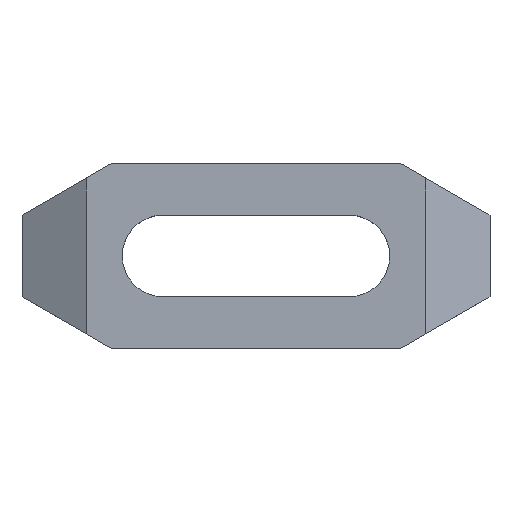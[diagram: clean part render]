
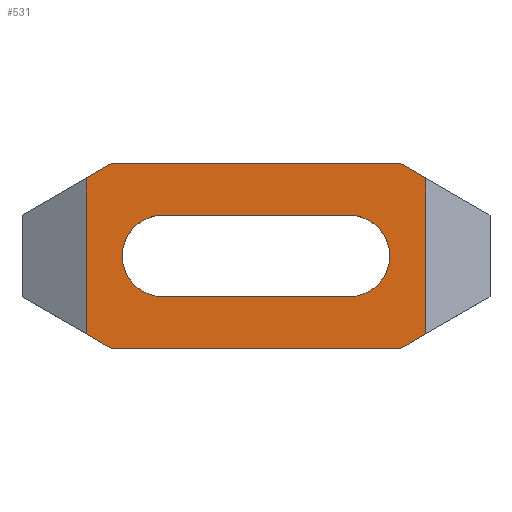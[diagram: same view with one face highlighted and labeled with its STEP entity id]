
A CAD part, top view. The second image highlights one B-rep face of the part: STEP entity #531.
In plain terms, the highlighted planar face has unit normal (0, 0, 1).
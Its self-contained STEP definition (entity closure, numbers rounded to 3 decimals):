
#1 = EDGE_CURVE ( 'NONE', #162, #225, #35, .T. ) ;
#4 = ORIENTED_EDGE ( 'NONE', *, *, #23, .T. ) ;
#7 = CARTESIAN_POINT ( 'NONE',  ( -22.84, -23.687, 12. ) ) ;
#8 = CARTESIAN_POINT ( 'NONE',  ( -19.376, -12.5, 12. ) ) ;
#9 = LINE ( 'NONE', #7, #389 ) ;
#14 = CARTESIAN_POINT ( 'NONE',  ( -31.5, 5.5, 12. ) ) ;
#23 = EDGE_CURVE ( 'NONE', #32, #453, #87, .T. ) ;
#29 = ORIENTED_EDGE ( 'NONE', *, *, #176, .F. ) ;
#32 = VERTEX_POINT ( 'NONE', #141 ) ;
#34 = EDGE_CURVE ( 'NONE', #306, #463, #277, .T. ) ;
#35 = LINE ( 'NONE', #274, #437 ) ;
#38 = FACE_OUTER_BOUND ( 'NONE', #547, .T. ) ;
#39 = EDGE_CURVE ( 'NONE', #300, #168, #411, .T. ) ;
#46 = CARTESIAN_POINT ( 'NONE',  ( 12.5, 0., 12. ) ) ;
#47 = ORIENTED_EDGE ( 'NONE', *, *, #1, .F. ) ;
#64 = CARTESIAN_POINT ( 'NONE',  ( 19.376, 12.5, 12. ) ) ;
#68 = ORIENTED_EDGE ( 'NONE', *, *, #224, .F. ) ;
#70 = EDGE_CURVE ( 'NONE', #32, #162, #157, .T. ) ;
#79 = ORIENTED_EDGE ( 'NONE', *, *, #34, .F. ) ;
#81 = ORIENTED_EDGE ( 'NONE', *, *, #395, .T. ) ;
#87 = LINE ( 'NONE', #449, #186 ) ;
#88 = ORIENTED_EDGE ( 'NONE', *, *, #347, .F. ) ;
#97 = CARTESIAN_POINT ( 'NONE',  ( 22.84, 10.5, 12. ) ) ;
#102 = PLANE ( 'NONE',  #312 ) ;
#118 = ORIENTED_EDGE ( 'NONE', *, *, #286, .F. ) ;
#141 = CARTESIAN_POINT ( 'NONE',  ( 12.5, -5.5, 12. ) ) ;
#145 = VERTEX_POINT ( 'NONE', #391 ) ;
#147 = LINE ( 'NONE', #427, #342 ) ;
#154 = EDGE_CURVE ( 'NONE', #349, #453, #313, .T. ) ;
#157 = CIRCLE ( 'NONE', #608, 5.5 ) ;
#162 = VERTEX_POINT ( 'NONE', #250 ) ;
#164 = CARTESIAN_POINT ( 'NONE',  ( -19.376, 12.5, 12. ) ) ;
#168 = VERTEX_POINT ( 'NONE', #97 ) ;
#172 = AXIS2_PLACEMENT_3D ( 'NONE', #337, #476, #287 ) ;
#176 = EDGE_CURVE ( 'NONE', #225, #349, #574, .T. ) ;
#178 = DIRECTION ( 'NONE',  ( 1., 0., 0. ) ) ;
#180 = EDGE_CURVE ( 'NONE', #463, #452, #192, .T. ) ;
#181 = DIRECTION ( 'NONE',  ( -1., 0., 0. ) ) ;
#184 = DIRECTION ( 'NONE',  ( -1., 0., 0. ) ) ;
#186 = VECTOR ( 'NONE', #184, 1000. ) ;
#190 = VECTOR ( 'NONE', #262, 1000. ) ;
#191 = CARTESIAN_POINT ( 'NONE',  ( -12.5, -5.5, 12. ) ) ;
#192 = LINE ( 'NONE', #8, #594 ) ;
#197 = DIRECTION ( 'NONE',  ( 0., 0., -1. ) ) ;
#207 = VECTOR ( 'NONE', #227, 1000. ) ;
#211 = VECTOR ( 'NONE', #493, 1000. ) ;
#221 = DIRECTION ( 'NONE',  ( -1., 0., 0. ) ) ;
#224 = EDGE_CURVE ( 'NONE', #554, #306, #147, .T. ) ;
#225 = VERTEX_POINT ( 'NONE', #565 ) ;
#226 = ORIENTED_EDGE ( 'NONE', *, *, #545, .F. ) ;
#227 = DIRECTION ( 'NONE',  ( 0.866, -0.5, 0. ) ) ;
#250 = CARTESIAN_POINT ( 'NONE',  ( 12.5, 5.5, 12. ) ) ;
#260 = DIRECTION ( 'NONE',  ( -1., 0., 0. ) ) ;
#262 = DIRECTION ( 'NONE',  ( 1., 0., 0. ) ) ;
#265 = LINE ( 'NONE', #164, #190 ) ;
#274 = CARTESIAN_POINT ( 'NONE',  ( 12.5, 5.5, 12. ) ) ;
#277 = LINE ( 'NONE', #458, #469 ) ;
#286 = EDGE_CURVE ( 'NONE', #421, #300, #265, .T. ) ;
#287 = DIRECTION ( 'NONE',  ( 1., 0., 0. ) ) ;
#300 = VERTEX_POINT ( 'NONE', #64 ) ;
#302 = DIRECTION ( 'NONE',  ( 0., 1., 0. ) ) ;
#306 = VERTEX_POINT ( 'NONE', #358 ) ;
#312 = AXIS2_PLACEMENT_3D ( 'NONE', #524, #197, #260 ) ;
#313 = CIRCLE ( 'NONE', #172, 5.5 ) ;
#314 = LINE ( 'NONE', #579, #211 ) ;
#329 = CARTESIAN_POINT ( 'NONE',  ( 19.376, 12.5, 12. ) ) ;
#335 = ORIENTED_EDGE ( 'NONE', *, *, #180, .F. ) ;
#337 = CARTESIAN_POINT ( 'NONE',  ( -12.5, 0., 12. ) ) ;
#342 = VECTOR ( 'NONE', #576, 1000. ) ;
#347 = EDGE_CURVE ( 'NONE', #145, #421, #433, .T. ) ;
#349 = VERTEX_POINT ( 'NONE', #440 ) ;
#358 = CARTESIAN_POINT ( 'NONE',  ( 19.376, -12.5, 12. ) ) ;
#377 = ORIENTED_EDGE ( 'NONE', *, *, #154, .F. ) ;
#379 = CARTESIAN_POINT ( 'NONE',  ( -19.376, -12.5, 12. ) ) ;
#389 = VECTOR ( 'NONE', #302, 1000. ) ;
#391 = CARTESIAN_POINT ( 'NONE',  ( -22.84, 10.5, 12. ) ) ;
#395 = EDGE_CURVE ( 'NONE', #554, #168, #314, .T. ) ;
#401 = VECTOR ( 'NONE', #447, 1000. ) ;
#411 = LINE ( 'NONE', #329, #207 ) ;
#414 = EDGE_LOOP ( 'NONE', ( #561, #4, #377, #29, #47 ) ) ;
#418 = ORIENTED_EDGE ( 'NONE', *, *, #39, .F. ) ;
#421 = VERTEX_POINT ( 'NONE', #530 ) ;
#423 = DIRECTION ( 'NONE',  ( -0.866, 0.5, 0. ) ) ;
#427 = CARTESIAN_POINT ( 'NONE',  ( 31.5, -5.5, 12. ) ) ;
#429 = CARTESIAN_POINT ( 'NONE',  ( 22.84, -10.5, 12. ) ) ;
#430 = CARTESIAN_POINT ( 'NONE',  ( -12.5, 0., 12. ) ) ;
#433 = LINE ( 'NONE', #14, #401 ) ;
#437 = VECTOR ( 'NONE', #181, 1000. ) ;
#440 = CARTESIAN_POINT ( 'NONE',  ( -18., 0., 12. ) ) ;
#447 = DIRECTION ( 'NONE',  ( 0.866, 0.5, 0. ) ) ;
#449 = CARTESIAN_POINT ( 'NONE',  ( 12.5, -5.5, 12. ) ) ;
#452 = VERTEX_POINT ( 'NONE', #609 ) ;
#453 = VERTEX_POINT ( 'NONE', #191 ) ;
#458 = CARTESIAN_POINT ( 'NONE',  ( 19.376, -12.5, 12. ) ) ;
#463 = VERTEX_POINT ( 'NONE', #379 ) ;
#469 = VECTOR ( 'NONE', #221, 1000. ) ;
#476 = DIRECTION ( 'NONE',  ( 0., 0., 1. ) ) ;
#493 = DIRECTION ( 'NONE',  ( 0., 1., 0. ) ) ;
#519 = DIRECTION ( 'NONE',  ( 1., 0., 0. ) ) ;
#520 = AXIS2_PLACEMENT_3D ( 'NONE', #430, #523, #519 ) ;
#523 = DIRECTION ( 'NONE',  ( 0., 0., 1. ) ) ;
#524 = CARTESIAN_POINT ( 'NONE',  ( 0., -23.687, 12. ) ) ;
#530 = CARTESIAN_POINT ( 'NONE',  ( -19.376, 12.5, 12. ) ) ;
#531 = ADVANCED_FACE ( 'NONE', ( #605, #38 ), #102, .F. ) ;
#545 = EDGE_CURVE ( 'NONE', #452, #145, #9, .T. ) ;
#547 = EDGE_LOOP ( 'NONE', ( #226, #335, #79, #68, #81, #418, #118, #88 ) ) ;
#554 = VERTEX_POINT ( 'NONE', #429 ) ;
#561 = ORIENTED_EDGE ( 'NONE', *, *, #70, .F. ) ;
#565 = CARTESIAN_POINT ( 'NONE',  ( -12.5, 5.5, 12. ) ) ;
#574 = CIRCLE ( 'NONE', #520, 5.5 ) ;
#576 = DIRECTION ( 'NONE',  ( -0.866, -0.5, 0. ) ) ;
#579 = CARTESIAN_POINT ( 'NONE',  ( 22.84, -23.687, 12. ) ) ;
#594 = VECTOR ( 'NONE', #423, 1000. ) ;
#599 = DIRECTION ( 'NONE',  ( 0., 0., 1. ) ) ;
#605 = FACE_BOUND ( 'NONE', #414, .T. ) ;
#608 = AXIS2_PLACEMENT_3D ( 'NONE', #46, #599, #178 ) ;
#609 = CARTESIAN_POINT ( 'NONE',  ( -22.84, -10.5, 12. ) ) ;
